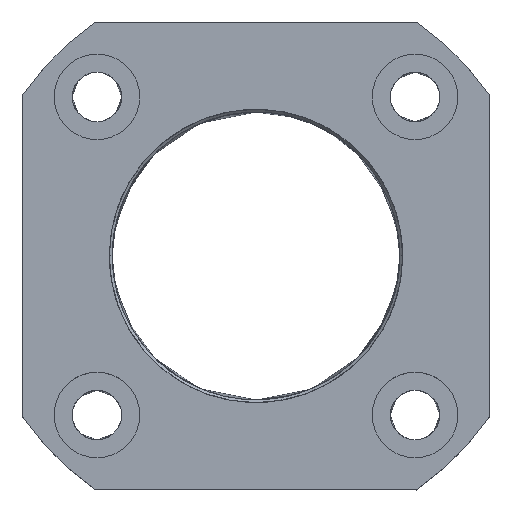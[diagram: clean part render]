
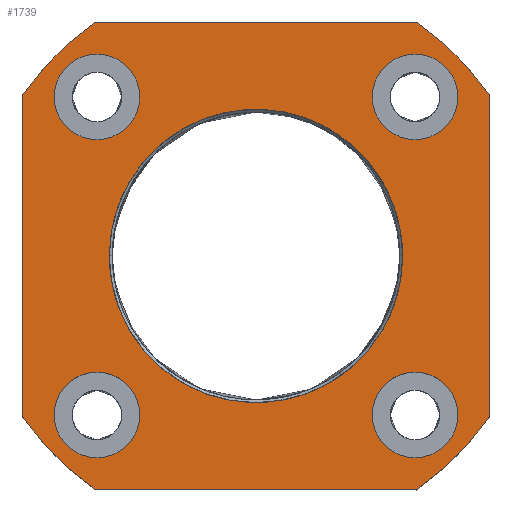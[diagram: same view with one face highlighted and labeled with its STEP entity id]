
A CAD part, top view. The second image highlights one B-rep face of the part: STEP entity #1739.
In plain terms, the highlighted planar face has unit normal (0, 0, 1).
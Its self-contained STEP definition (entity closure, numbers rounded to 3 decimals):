
#1564=CARTESIAN_POINT('',(-17.783,-26.,0.));
#1565=VERTEX_POINT('Vertex39',#1564);
#1566=CARTESIAN_POINT('',(17.783,-26.,0.));
#1567=VERTEX_POINT('Vertex38',#1566);
#1568=CARTESIAN_POINT('',(0.,-26.,0.));
#1569=DIRECTION('',(1.,0.,0.));
#1570=VECTOR('',#1569,1.);
#1571=LINE('nurbsCrv38',#1568,#1570);
#1572=EDGE_CURVE('Edge38',#1565,#1567,#1571,.T.);
#1573=ORIENTED_EDGE('Edgeuse38',*,*,#1572,.T.);
#1574=CARTESIAN_POINT('',(26.,-17.783,0.));
#1575=VERTEX_POINT('Vertex40',#1574);
#1576=CARTESIAN_POINT('',(0.,0.,0.));
#1577=DIRECTION('',(0.,0.,1.));
#1578=DIRECTION('',(0.565,-0.825,0.));
#1579=AXIS2_PLACEMENT_3D('',#1576,#1577,#1578);
#1580=CIRCLE('nurbsCrv39',#1579,31.5);
#1581=EDGE_CURVE('Edge39',#1567,#1575,#1580,.T.);
#1582=ORIENTED_EDGE('Edgeuse39',*,*,#1581,.T.);
#1583=CARTESIAN_POINT('',(26.,17.783,0.));
#1584=VERTEX_POINT('Vertex41',#1583);
#1585=CARTESIAN_POINT('',(26.,0.,0.));
#1586=DIRECTION('',(0.,1.,0.));
#1587=VECTOR('',#1586,1.);
#1588=LINE('nurbsCrv40',#1585,#1587);
#1589=EDGE_CURVE('Edge40',#1575,#1584,#1588,.T.);
#1590=ORIENTED_EDGE('Edgeuse40',*,*,#1589,.T.);
#1591=CARTESIAN_POINT('',(17.783,26.,0.));
#1592=VERTEX_POINT('Vertex42',#1591);
#1593=CARTESIAN_POINT('',(0.,0.,0.));
#1594=DIRECTION('',(0.,0.,1.));
#1595=DIRECTION('',(0.825,0.565,0.));
#1596=AXIS2_PLACEMENT_3D('',#1593,#1594,#1595);
#1597=CIRCLE('nurbsCrv41',#1596,31.5);
#1598=EDGE_CURVE('Edge41',#1584,#1592,#1597,.T.);
#1599=ORIENTED_EDGE('Edgeuse41',*,*,#1598,.T.);
#1600=CARTESIAN_POINT('',(-17.783,26.,0.));
#1601=VERTEX_POINT('Vertex43',#1600);
#1602=CARTESIAN_POINT('',(0.,26.,0.));
#1603=DIRECTION('',(-1.,0.,0.));
#1604=VECTOR('',#1603,1.);
#1605=LINE('nurbsCrv42',#1602,#1604);
#1606=EDGE_CURVE('Edge42',#1592,#1601,#1605,.T.);
#1607=ORIENTED_EDGE('Edgeuse42',*,*,#1606,.T.);
#1608=CARTESIAN_POINT('',(-26.,17.783,0.));
#1609=VERTEX_POINT('Vertex44',#1608);
#1610=CARTESIAN_POINT('',(0.,0.,0.));
#1611=DIRECTION('',(0.,0.,1.));
#1612=DIRECTION('',(-0.565,0.825,0.));
#1613=AXIS2_PLACEMENT_3D('',#1610,#1611,#1612);
#1614=CIRCLE('nurbsCrv43',#1613,31.5);
#1615=EDGE_CURVE('Edge43',#1601,#1609,#1614,.T.);
#1616=ORIENTED_EDGE('Edgeuse43',*,*,#1615,.T.);
#1617=CARTESIAN_POINT('',(-26.,-17.783,0.));
#1618=VERTEX_POINT('Vertex45',#1617);
#1619=CARTESIAN_POINT('',(-26.,0.,0.));
#1620=DIRECTION('',(0.,-1.,0.));
#1621=VECTOR('',#1620,1.);
#1622=LINE('nurbsCrv44',#1619,#1621);
#1623=EDGE_CURVE('Edge44',#1609,#1618,#1622,.T.);
#1624=ORIENTED_EDGE('Edgeuse44',*,*,#1623,.T.);
#1625=CARTESIAN_POINT('',(0.,0.,0.));
#1626=DIRECTION('',(0.,0.,1.));
#1627=DIRECTION('',(-0.825,-0.565,0.));
#1628=AXIS2_PLACEMENT_3D('',#1625,#1626,#1627);
#1629=CIRCLE('nurbsCrv45',#1628,31.5);
#1630=EDGE_CURVE('Edge45',#1618,#1565,#1629,.T.);
#1631=ORIENTED_EDGE('Edgeuse45',*,*,#1630,.T.);
#1632=EDGE_LOOP('',(#1573,#1582,#1590,#1599,#1607,#1616,#1624,#1631));
#1633=FACE_OUTER_BOUND('',#1632,.T.);
#1634=CARTESIAN_POINT('',(16.3,0.,0.));
#1635=VERTEX_POINT('Vertex47',#1634);
#1636=CARTESIAN_POINT('',(-16.3,0.,0.));
#1637=VERTEX_POINT('Vertex46',#1636);
#1638=CARTESIAN_POINT('',(0.,0.,0.));
#1639=DIRECTION('',(0.,0.,-1.));
#1640=DIRECTION('',(1.,0.,0.));
#1641=AXIS2_PLACEMENT_3D('',#1638,#1639,#1640);
#1642=CIRCLE('nurbsCrv46',#1641,16.3);
#1643=EDGE_CURVE('Edge46',#1635,#1637,#1642,.T.);
#1644=ORIENTED_EDGE('Edgeuse46',*,*,#1643,.T.);
#1645=CARTESIAN_POINT('',(0.,0.,0.));
#1646=DIRECTION('',(0.,0.,-1.));
#1647=DIRECTION('',(-1.,0.,0.));
#1648=AXIS2_PLACEMENT_3D('',#1645,#1646,#1647);
#1649=CIRCLE('nurbsCrv47',#1648,16.3);
#1650=EDGE_CURVE('Edge47',#1637,#1635,#1649,.T.);
#1651=ORIENTED_EDGE('Edgeuse47',*,*,#1650,.T.);
#1652=EDGE_LOOP('',(#1644,#1651));
#1653=FACE_BOUND('',#1652,.T.);
#1654=CARTESIAN_POINT('',(12.928,17.678,0.));
#1655=VERTEX_POINT('Vertex49',#1654);
#1656=CARTESIAN_POINT('',(22.428,17.678,0.));
#1657=VERTEX_POINT('Vertex48',#1656);
#1658=CARTESIAN_POINT('',(17.678,17.678,0.));
#1659=DIRECTION('',(0.,0.,-1.));
#1660=DIRECTION('',(-1.,0.,0.));
#1661=AXIS2_PLACEMENT_3D('',#1658,#1659,#1660);
#1662=CIRCLE('nurbsCrv48',#1661,4.75);
#1663=EDGE_CURVE('Edge48',#1655,#1657,#1662,.T.);
#1664=ORIENTED_EDGE('Edgeuse48',*,*,#1663,.T.);
#1665=CARTESIAN_POINT('',(17.678,17.678,0.));
#1666=DIRECTION('',(0.,0.,-1.));
#1667=DIRECTION('',(1.,0.,0.));
#1668=AXIS2_PLACEMENT_3D('',#1665,#1666,#1667);
#1669=CIRCLE('nurbsCrv49',#1668,4.75);
#1670=EDGE_CURVE('Edge49',#1657,#1655,#1669,.T.);
#1671=ORIENTED_EDGE('Edgeuse49',*,*,#1670,.T.);
#1672=EDGE_LOOP('',(#1664,#1671));
#1673=FACE_BOUND('',#1672,.T.);
#1674=CARTESIAN_POINT('',(12.928,-17.678,0.));
#1675=VERTEX_POINT('Vertex51',#1674);
#1676=CARTESIAN_POINT('',(22.428,-17.678,0.));
#1677=VERTEX_POINT('Vertex50',#1676);
#1678=CARTESIAN_POINT('',(17.678,-17.678,0.));
#1679=DIRECTION('',(0.,0.,-1.));
#1680=DIRECTION('',(-1.,0.,0.));
#1681=AXIS2_PLACEMENT_3D('',#1678,#1679,#1680);
#1682=CIRCLE('nurbsCrv50',#1681,4.75);
#1683=EDGE_CURVE('Edge50',#1675,#1677,#1682,.T.);
#1684=ORIENTED_EDGE('Edgeuse50',*,*,#1683,.T.);
#1685=CARTESIAN_POINT('',(17.678,-17.678,0.));
#1686=DIRECTION('',(0.,0.,-1.));
#1687=DIRECTION('',(1.,0.,0.));
#1688=AXIS2_PLACEMENT_3D('',#1685,#1686,#1687);
#1689=CIRCLE('nurbsCrv51',#1688,4.75);
#1690=EDGE_CURVE('Edge51',#1677,#1675,#1689,.T.);
#1691=ORIENTED_EDGE('Edgeuse51',*,*,#1690,.T.);
#1692=EDGE_LOOP('',(#1684,#1691));
#1693=FACE_BOUND('',#1692,.T.);
#1694=CARTESIAN_POINT('',(-22.428,-17.678,0.));
#1695=VERTEX_POINT('Vertex53',#1694);
#1696=CARTESIAN_POINT('',(-12.928,-17.678,0.));
#1697=VERTEX_POINT('Vertex52',#1696);
#1698=CARTESIAN_POINT('',(-17.678,-17.678,0.));
#1699=DIRECTION('',(0.,0.,-1.));
#1700=DIRECTION('',(-1.,0.,0.));
#1701=AXIS2_PLACEMENT_3D('',#1698,#1699,#1700);
#1702=CIRCLE('nurbsCrv52',#1701,4.75);
#1703=EDGE_CURVE('Edge52',#1695,#1697,#1702,.T.);
#1704=ORIENTED_EDGE('Edgeuse52',*,*,#1703,.T.);
#1705=CARTESIAN_POINT('',(-17.678,-17.678,0.));
#1706=DIRECTION('',(0.,0.,-1.));
#1707=DIRECTION('',(1.,0.,0.));
#1708=AXIS2_PLACEMENT_3D('',#1705,#1706,#1707);
#1709=CIRCLE('nurbsCrv53',#1708,4.75);
#1710=EDGE_CURVE('Edge53',#1697,#1695,#1709,.T.);
#1711=ORIENTED_EDGE('Edgeuse53',*,*,#1710,.T.);
#1712=EDGE_LOOP('',(#1704,#1711));
#1713=FACE_BOUND('',#1712,.T.);
#1714=CARTESIAN_POINT('',(-22.428,17.678,0.));
#1715=VERTEX_POINT('Vertex55',#1714);
#1716=CARTESIAN_POINT('',(-12.928,17.678,0.));
#1717=VERTEX_POINT('Vertex54',#1716);
#1718=CARTESIAN_POINT('',(-17.678,17.678,0.));
#1719=DIRECTION('',(0.,0.,-1.));
#1720=DIRECTION('',(-1.,0.,0.));
#1721=AXIS2_PLACEMENT_3D('',#1718,#1719,#1720);
#1722=CIRCLE('nurbsCrv54',#1721,4.75);
#1723=EDGE_CURVE('Edge54',#1715,#1717,#1722,.T.);
#1724=ORIENTED_EDGE('Edgeuse54',*,*,#1723,.T.);
#1725=CARTESIAN_POINT('',(-17.678,17.678,0.));
#1726=DIRECTION('',(0.,0.,-1.));
#1727=DIRECTION('',(1.,0.,0.));
#1728=AXIS2_PLACEMENT_3D('',#1725,#1726,#1727);
#1729=CIRCLE('nurbsCrv55',#1728,4.75);
#1730=EDGE_CURVE('Edge55',#1717,#1715,#1729,.T.);
#1731=ORIENTED_EDGE('Edgeuse55',*,*,#1730,.T.);
#1732=EDGE_LOOP('',(#1724,#1731));
#1733=FACE_BOUND('',#1732,.T.);
#1734=CARTESIAN_POINT('',(0.,0.,0.));
#1735=DIRECTION('',(0.,0.,1.));
#1736=DIRECTION('',(-1.,0.,0.));
#1737=AXIS2_PLACEMENT_3D('',#1734,#1735,#1736);
#1738=PLANE('nurbsSrf6',#1737);
#1739=ADVANCED_FACE('Face6',(#1633,#1653,#1673,#1693,#1713,#1733),#1738,.T.);
